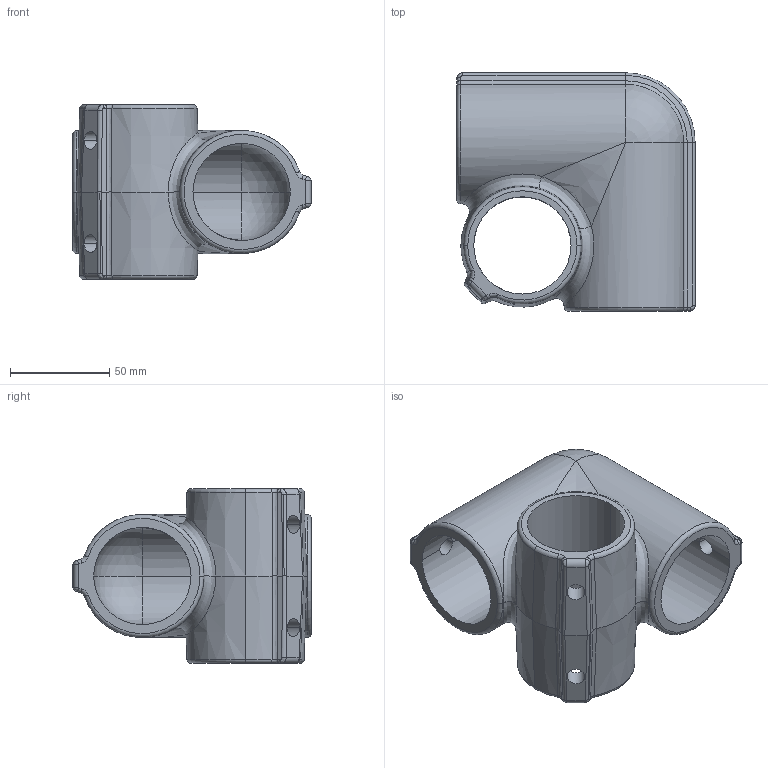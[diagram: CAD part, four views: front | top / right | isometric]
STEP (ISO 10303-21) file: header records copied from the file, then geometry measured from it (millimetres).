
FILE_DESCRIPTION (( 'STEP AP203' ), '1' );
FILE_NAME ('T194020.STEP', '2018-07-10T16:21:25', ( '' ), ( '' ), 'SwSTEP 2.0', 'SolidWorks 2016', '' );
FILE_SCHEMA (( 'CONFIG_CONTROL_DESIGN' ));
Length unit declared in the file: millimetre
Products named in the file (1): T194020
Bounding box: 120 x 120 x 88 mm (x, y, z)
Volume: 278171.9 mm3; surface area: 84921.3 mm2
Topology: 1 solids, 1 shells, 115 faces, 276 edges, 153 vertices
Faces by surface type: cylinder 43, bspline 27, torus 17, plane 16, cone 8, sphere 4
Entity records: 5297 total; most frequent: CARTESIAN_POINT 2816, ORIENTED_EDGE 536, DIRECTION 479, EDGE_CURVE 268, AXIS2_PLACEMENT_3D 200, VERTEX_POINT 153, EDGE_LOOP 125, FACE_OUTER_BOUND 115
